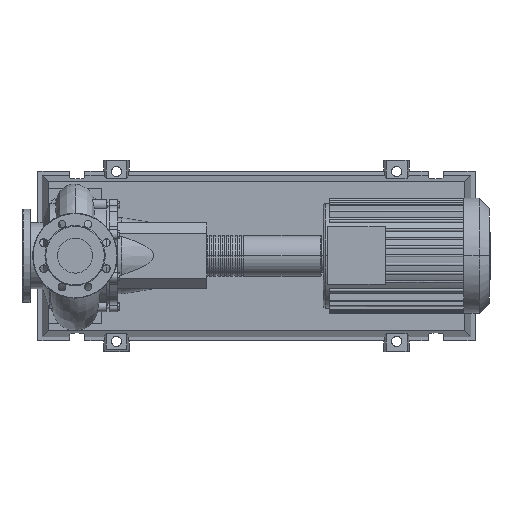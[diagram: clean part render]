
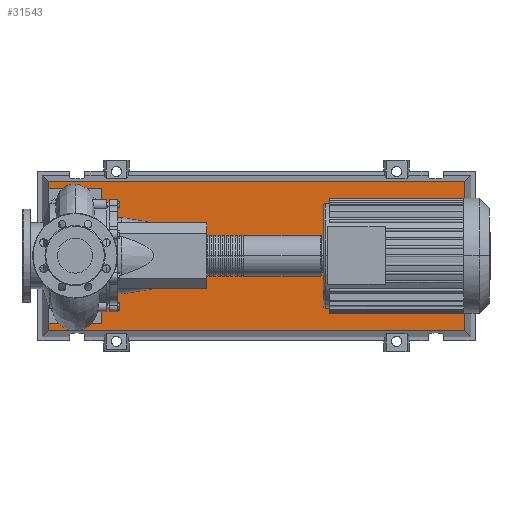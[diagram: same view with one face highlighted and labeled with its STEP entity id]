
A CAD part, top view. The second image highlights one B-rep face of the part: STEP entity #31543.
In plain terms, the highlighted planar face has unit normal (0, 0, 1).
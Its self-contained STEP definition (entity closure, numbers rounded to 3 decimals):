
#31224=CARTESIAN_POINT('',(917.971,-175.471,103.0));
#31225=VERTEX_POINT('',#31224);
#31232=CARTESIAN_POINT('',(-62.971,-175.471,103.0));
#31233=VERTEX_POINT('',#31232);
#31234=CARTESIAN_POINT('',(917.971,-175.471,103.0));
#31235=DIRECTION('',(-1.0,0.0,0.0));
#31236=VECTOR('',#31235,980.941);
#31237=LINE('',#31234,#31236);
#31238=EDGE_CURVE('',#31225,#31233,#31237,.T.);
#31456=CARTESIAN_POINT('',(917.971,175.471,103.0));
#31457=VERTEX_POINT('',#31456);
#31458=CARTESIAN_POINT('',(917.971,175.471,103.0));
#31459=DIRECTION('',(0.0,-1.0,0.0));
#31460=VECTOR('',#31459,350.941);
#31461=LINE('',#31458,#31460);
#31462=EDGE_CURVE('',#31457,#31225,#31461,.T.);
#31480=CARTESIAN_POINT('',(-62.971,175.471,103.0));
#31481=VERTEX_POINT('',#31480);
#31482=CARTESIAN_POINT('',(-62.971,-175.471,103.0));
#31483=DIRECTION('',(0.0,1.0,0.0));
#31484=VECTOR('',#31483,350.941);
#31485=LINE('',#31482,#31484);
#31486=EDGE_CURVE('',#31233,#31481,#31485,.T.);
#31519=CARTESIAN_POINT('',(-62.971,175.471,103.0));
#31520=DIRECTION('',(1.0,0.0,0.0));
#31521=VECTOR('',#31520,980.941);
#31522=LINE('',#31519,#31521);
#31523=EDGE_CURVE('',#31481,#31457,#31522,.T.);
#31532=CARTESIAN_POINT('',(427.5,0.,103.0));
#31533=DIRECTION('',(0.0,0.0,1.0));
#31534=DIRECTION('',(1.0,0.0,0.0));
#31535=AXIS2_PLACEMENT_3D('',#31532,#31533,#31534);
#31536=PLANE('',#31535);
#31537=ORIENTED_EDGE('',*,*,#31462,.F.);
#31538=ORIENTED_EDGE('',*,*,#31523,.F.);
#31539=ORIENTED_EDGE('',*,*,#31486,.F.);
#31540=ORIENTED_EDGE('',*,*,#31238,.F.);
#31541=EDGE_LOOP('',(#31537,#31538,#31539,#31540));
#31542=FACE_OUTER_BOUND('',#31541,.T.);
#31543=ADVANCED_FACE('',(#31542),#31536,.T.);
